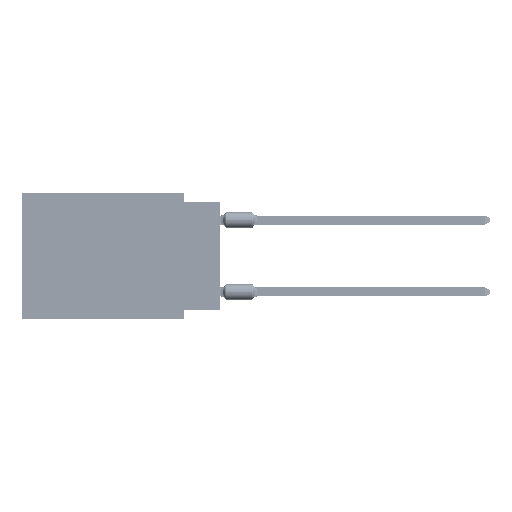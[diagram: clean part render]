
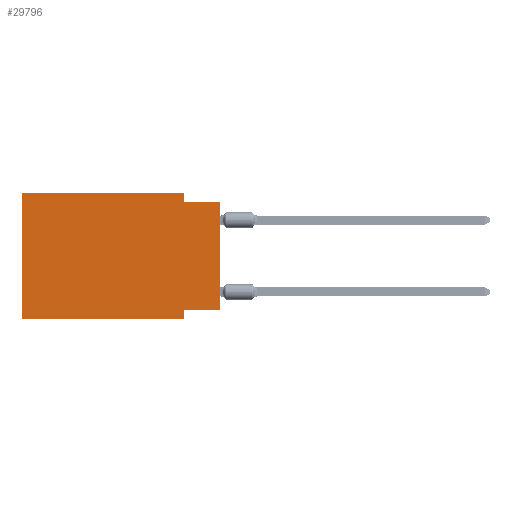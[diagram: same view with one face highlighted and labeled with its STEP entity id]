
A CAD part, left-side view. The second image highlights one B-rep face of the part: STEP entity #29796.
In plain terms, the highlighted planar face has unit normal (-1, 0, 0).
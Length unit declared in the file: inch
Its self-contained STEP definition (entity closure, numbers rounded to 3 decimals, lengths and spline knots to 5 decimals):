
#1927 = CARTESIAN_POINT ( 'NONE',  ( 0., 0.55, 0. ) ) ;
#1987 = LINE ( 'NONE', #31345, #5089 ) ;
#2314 = VERTEX_POINT ( 'NONE', #17078 ) ;
#4163 = DIRECTION ( 'NONE',  ( 0., 0., 1. ) ) ;
#4992 = CARTESIAN_POINT ( 'NONE',  ( 0., 0.1, 0. ) ) ;
#5089 = VECTOR ( 'NONE', #37799, 39.37008 ) ;
#6037 = LINE ( 'NONE', #34631, #74584 ) ;
#6128 = CARTESIAN_POINT ( 'NONE',  ( 0., 0.1, -0.025 ) ) ;
#7404 = VERTEX_POINT ( 'NONE', #55317 ) ;
#7411 = EDGE_CURVE ( 'NONE', #60703, #13033, #25611, .T. ) ;
#10249 = VECTOR ( 'NONE', #4163, 39.37008 ) ;
#10485 = CARTESIAN_POINT ( 'NONE',  ( 0., 0.55, -0.35 ) ) ;
#11453 = DIRECTION ( 'NONE',  ( 0., 0., -1. ) ) ;
#13033 = VERTEX_POINT ( 'NONE', #21290 ) ;
#13264 = CARTESIAN_POINT ( 'NONE',  ( 0., 0., -0.025 ) ) ;
#13606 = ORIENTED_EDGE ( 'NONE', *, *, #30749, .F. ) ;
#14013 = ORIENTED_EDGE ( 'NONE', *, *, #34085, .F. ) ;
#16047 = LINE ( 'NONE', #4992, #54276 ) ;
#16801 = PLANE ( 'NONE',  #59942 ) ;
#17078 = CARTESIAN_POINT ( 'NONE',  ( 0., 0., -0.325 ) ) ;
#20299 = EDGE_CURVE ( 'NONE', #2314, #52298, #6037, .T. ) ;
#21290 = CARTESIAN_POINT ( 'NONE',  ( 0., 0.55, 0. ) ) ;
#21706 = LINE ( 'NONE', #51785, #10249 ) ;
#23650 = FACE_OUTER_BOUND ( 'NONE', #75176, .T. ) ;
#24309 = VERTEX_POINT ( 'NONE', #13264 ) ;
#24576 = LINE ( 'NONE', #30691, #34555 ) ;
#25045 = EDGE_CURVE ( 'NONE', #13033, #69251, #41963, .T. ) ;
#25611 = LINE ( 'NONE', #30973, #68374 ) ;
#26314 = VERTEX_POINT ( 'NONE', #6128 ) ;
#28614 = VECTOR ( 'NONE', #73587, 39.37008 ) ;
#28793 = ORIENTED_EDGE ( 'NONE', *, *, #25045, .F. ) ;
#29796 = ADVANCED_FACE ( 'NONE', ( #23650 ), #16801, .F. ) ;
#30691 = CARTESIAN_POINT ( 'NONE',  ( 0., 0.55, -0.35 ) ) ;
#30749 = EDGE_CURVE ( 'NONE', #26314, #24309, #1987, .T. ) ;
#30973 = CARTESIAN_POINT ( 'NONE',  ( 0., 0.55, 0. ) ) ;
#31063 = DIRECTION ( 'NONE',  ( 0., -1., 0. ) ) ;
#31345 = CARTESIAN_POINT ( 'NONE',  ( 0., 0., -0.025 ) ) ;
#33458 = EDGE_CURVE ( 'NONE', #60703, #7404, #24576, .T. ) ;
#34085 = EDGE_CURVE ( 'NONE', #52298, #7404, #61414, .T. ) ;
#34555 = VECTOR ( 'NONE', #31063, 39.37008 ) ;
#34631 = CARTESIAN_POINT ( 'NONE',  ( 0., 0., -0.325 ) ) ;
#37007 = DIRECTION ( 'NONE',  ( 0., -1., 0. ) ) ;
#37799 = DIRECTION ( 'NONE',  ( 0., -1., 0. ) ) ;
#38258 = ORIENTED_EDGE ( 'NONE', *, *, #72889, .F. ) ;
#41963 = LINE ( 'NONE', #1927, #65547 ) ;
#42390 = DIRECTION ( 'NONE',  ( 0., 0., 1. ) ) ;
#44260 = CARTESIAN_POINT ( 'NONE',  ( 0., 0.1, -0.35 ) ) ;
#45482 = CARTESIAN_POINT ( 'NONE',  ( 0., 0.1, -0.325 ) ) ;
#47798 = ORIENTED_EDGE ( 'NONE', *, *, #33458, .T. ) ;
#51785 = CARTESIAN_POINT ( 'NONE',  ( 0., 0., 0. ) ) ;
#51860 = DIRECTION ( 'NONE',  ( 0., 0., -1. ) ) ;
#52298 = VERTEX_POINT ( 'NONE', #45482 ) ;
#54276 = VECTOR ( 'NONE', #51860, 39.37008 ) ;
#54665 = ORIENTED_EDGE ( 'NONE', *, *, #7411, .F. ) ;
#55317 = CARTESIAN_POINT ( 'NONE',  ( 0., 0.1, -0.35 ) ) ;
#56062 = CARTESIAN_POINT ( 'NONE',  ( 0., 0.1, 0. ) ) ;
#57187 = DIRECTION ( 'NONE',  ( 1., 0., 0. ) ) ;
#59942 = AXIS2_PLACEMENT_3D ( 'NONE', #63667, #57187, #11453 ) ;
#60581 = ORIENTED_EDGE ( 'NONE', *, *, #20299, .F. ) ;
#60703 = VERTEX_POINT ( 'NONE', #10485 ) ;
#61414 = LINE ( 'NONE', #44260, #28614 ) ;
#62482 = DIRECTION ( 'NONE',  ( 0., 1., 0. ) ) ;
#63667 = CARTESIAN_POINT ( 'NONE',  ( 0., 0.55, 0. ) ) ;
#65547 = VECTOR ( 'NONE', #37007, 39.37008 ) ;
#67101 = ORIENTED_EDGE ( 'NONE', *, *, #71151, .T. ) ;
#68374 = VECTOR ( 'NONE', #42390, 39.37008 ) ;
#69251 = VERTEX_POINT ( 'NONE', #56062 ) ;
#71151 = EDGE_CURVE ( 'NONE', #2314, #24309, #21706, .T. ) ;
#72889 = EDGE_CURVE ( 'NONE', #69251, #26314, #16047, .T. ) ;
#73587 = DIRECTION ( 'NONE',  ( 0., 0., -1. ) ) ;
#74584 = VECTOR ( 'NONE', #62482, 39.37008 ) ;
#75176 = EDGE_LOOP ( 'NONE', ( #67101, #13606, #38258, #28793, #54665, #47798, #14013, #60581 ) ) ;
